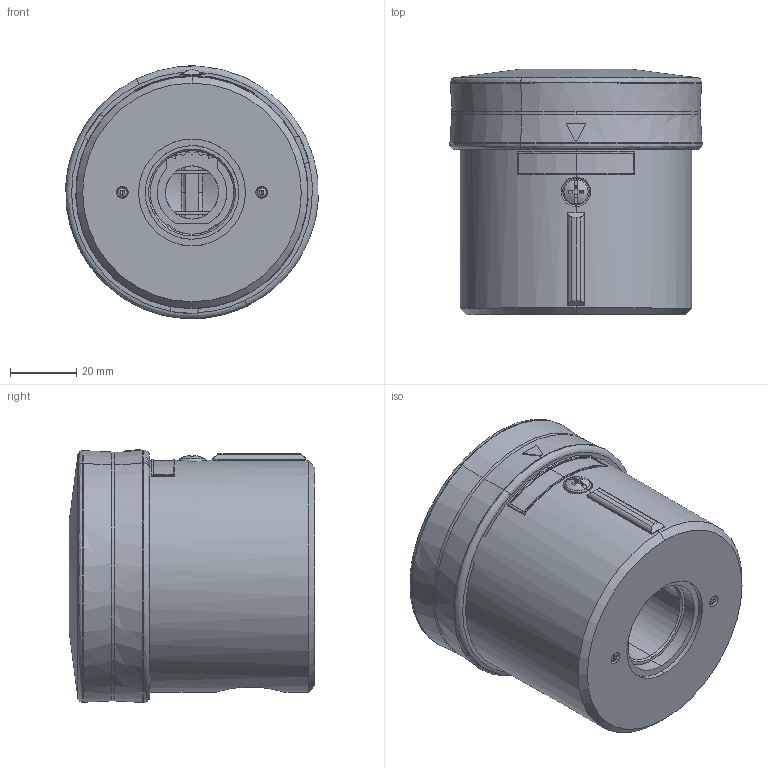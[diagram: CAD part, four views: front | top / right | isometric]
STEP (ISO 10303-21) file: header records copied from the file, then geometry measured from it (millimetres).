
FILE_DESCRIPTION(('STEP AP242'),'1');
FILE_NAME('xvbc21.stp','2019-06-18T07:54:58',('TraceParts'),('TraceParts S.A.'),'Spatial InterOp 3D',' ',' ');
FILE_SCHEMA(('AP242_MANAGED_MODEL_BASED_3D_ENGINEERING_MIM_LF {1 0 10303 442 1 1 4}'));
Length unit declared in the file: millimetre
Products named in the file (1): xvbc21_1
Bounding box: 76.01 x 74.04 x 76.29 mm (x, y, z)
Volume: 116722.1 mm3; surface area: 92269.1 mm2
Topology: 2 solids, 2 shells, 1290 faces, 3712 edges, 2391 vertices
Faces by surface type: plane 766, cylinder 291, bspline 124, cone 83, torus 26
Entity records: 65314 total; most frequent: CARTESIAN_POINT 23439, ORIENTED_EDGE 7382, DIRECTION 5474, EDGE_CURVE 3691, VERTEX_POINT 2391, LINE 2166, VECTOR 2166, AXIS2_PLACEMENT_3D 1654
